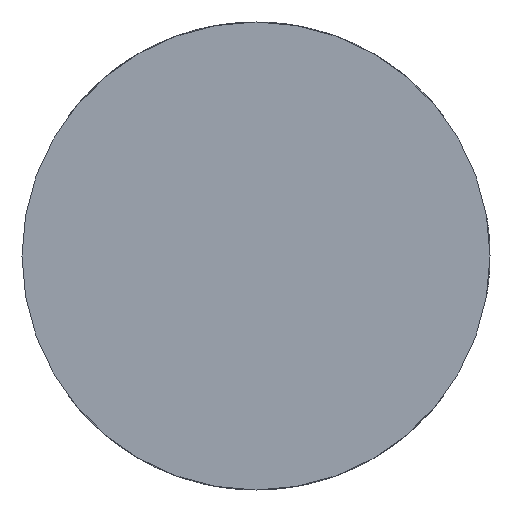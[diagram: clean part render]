
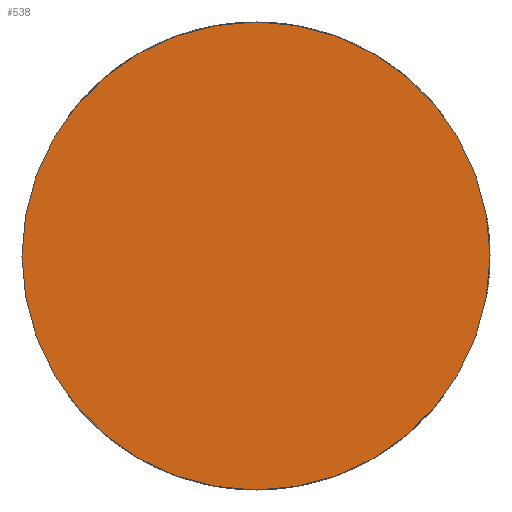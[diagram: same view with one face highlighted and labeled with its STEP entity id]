
A CAD part, front view. The second image highlights one B-rep face of the part: STEP entity #538.
In plain terms, the highlighted planar face has unit normal (0, -1, 0).
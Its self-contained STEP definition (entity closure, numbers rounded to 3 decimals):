
#1 = DIRECTION ( 'NONE',  ( 0., 0., 1. ) ) ;
#36 = PLANE ( 'NONE',  #685 ) ;
#60 = AXIS2_PLACEMENT_3D ( 'NONE', #615, #420, #232 ) ;
#62 = EDGE_LOOP ( 'NONE', ( #307, #718 ) ) ;
#151 = CIRCLE ( 'NONE', #60, 20. ) ;
#217 = VERTEX_POINT ( 'NONE', #559 ) ;
#232 = DIRECTION ( 'NONE',  ( 0., 0., 1. ) ) ;
#275 = DIRECTION ( 'NONE',  ( 0., 1., 0. ) ) ;
#291 = CIRCLE ( 'NONE', #710, 20. ) ;
#307 = ORIENTED_EDGE ( 'NONE', *, *, #717, .F. ) ;
#420 = DIRECTION ( 'NONE',  ( 0., 1., 0. ) ) ;
#532 = CARTESIAN_POINT ( 'NONE',  ( 0., -20., 0. ) ) ;
#538 = ADVANCED_FACE ( 'NONE', ( #593 ), #36, .F. ) ;
#559 = CARTESIAN_POINT ( 'NONE',  ( 0., -20., 20. ) ) ;
#593 = FACE_OUTER_BOUND ( 'NONE', #62, .T. ) ;
#602 = DIRECTION ( 'NONE',  ( 0., 0., 1. ) ) ;
#615 = CARTESIAN_POINT ( 'NONE',  ( 0., -20., 0. ) ) ;
#665 = DIRECTION ( 'NONE',  ( 0., 1., 0. ) ) ;
#668 = CARTESIAN_POINT ( 'NONE',  ( 0., -20., 0. ) ) ;
#682 = EDGE_CURVE ( 'NONE', #736, #217, #151, .T. ) ;
#684 = CARTESIAN_POINT ( 'NONE',  ( 0., -20., -20. ) ) ;
#685 = AXIS2_PLACEMENT_3D ( 'NONE', #532, #275, #602 ) ;
#710 = AXIS2_PLACEMENT_3D ( 'NONE', #668, #665, #1 ) ;
#717 = EDGE_CURVE ( 'NONE', #217, #736, #291, .T. ) ;
#718 = ORIENTED_EDGE ( 'NONE', *, *, #682, .F. ) ;
#736 = VERTEX_POINT ( 'NONE', #684 ) ;
